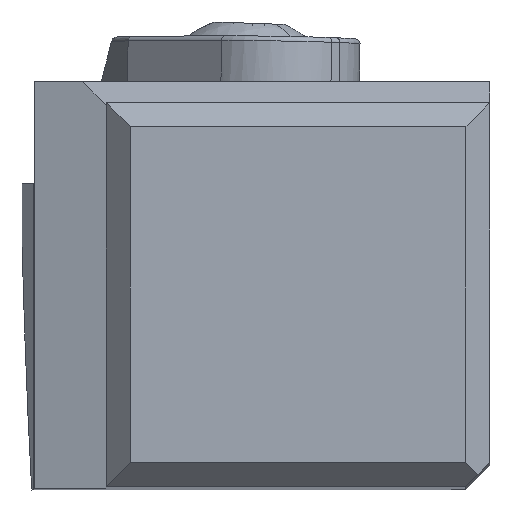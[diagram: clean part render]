
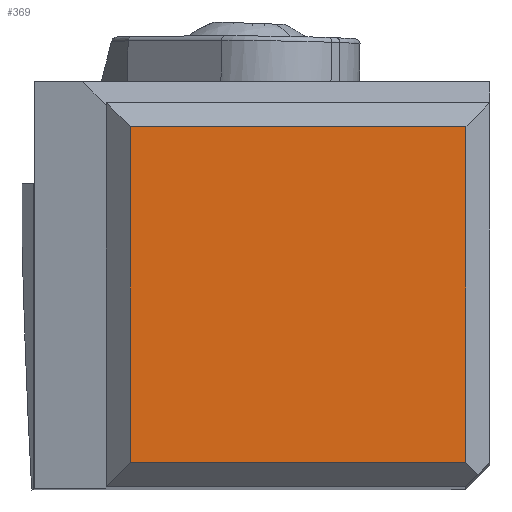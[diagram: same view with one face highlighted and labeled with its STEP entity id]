
A CAD part, top view. The second image highlights one B-rep face of the part: STEP entity #369.
In plain terms, the highlighted planar face has unit normal (0, 0, 1).
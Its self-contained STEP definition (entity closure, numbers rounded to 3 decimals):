
#208=FACE_OUTER_BOUND('',#638,.T.);
#369=ADVANCED_FACE('',(#208),#533,.T.);
#533=PLANE('',#3378);
#638=EDGE_LOOP('',(#1267,#1268,#1269,#1270));
#1267=ORIENTED_EDGE('',*,*,#2397,.F.);
#1268=ORIENTED_EDGE('',*,*,#2405,.T.);
#1269=ORIENTED_EDGE('',*,*,#2403,.T.);
#1270=ORIENTED_EDGE('',*,*,#2399,.T.);
#2048=VERTEX_POINT('',#5065);
#2049=VERTEX_POINT('',#5067);
#2050=VERTEX_POINT('',#5071);
#2052=VERTEX_POINT('',#5079);
#2397=EDGE_CURVE('',#2048,#2049,#2825,.T.);
#2399=EDGE_CURVE('',#2050,#2049,#2827,.T.);
#2403=EDGE_CURVE('',#2052,#2050,#2831,.T.);
#2405=EDGE_CURVE('',#2048,#2052,#2833,.T.);
#2825=LINE('',#5066,#3049);
#2827=LINE('',#5070,#3051);
#2831=LINE('',#5078,#3055);
#2833=LINE('',#5082,#3057);
#3049=VECTOR('',#3939,1.);
#3051=VECTOR('',#3943,1.);
#3055=VECTOR('',#3951,1.);
#3057=VECTOR('',#3955,1.);
#3378=AXIS2_PLACEMENT_3D('',#5084,#3958,#3959);
#3939=DIRECTION('',(1.,0.,0.));
#3943=DIRECTION('',(0.,1.,0.));
#3951=DIRECTION('',(1.,0.,0.));
#3955=DIRECTION('',(0.,-1.,0.));
#3958=DIRECTION('',(0.,0.,1.));
#3959=DIRECTION('',(1.,0.,0.));
#5065=CARTESIAN_POINT('',(-15.,15.,0.));
#5066=CARTESIAN_POINT('',(-15.,15.,0.));
#5067=CARTESIAN_POINT('',(-1.,15.,0.));
#5070=CARTESIAN_POINT('',(-1.,1.,0.));
#5071=CARTESIAN_POINT('',(-1.,1.,0.));
#5078=CARTESIAN_POINT('',(-15.,1.,0.));
#5079=CARTESIAN_POINT('',(-15.,1.,0.));
#5082=CARTESIAN_POINT('',(-15.,15.,0.));
#5084=CARTESIAN_POINT('',(-8.,8.,0.));
